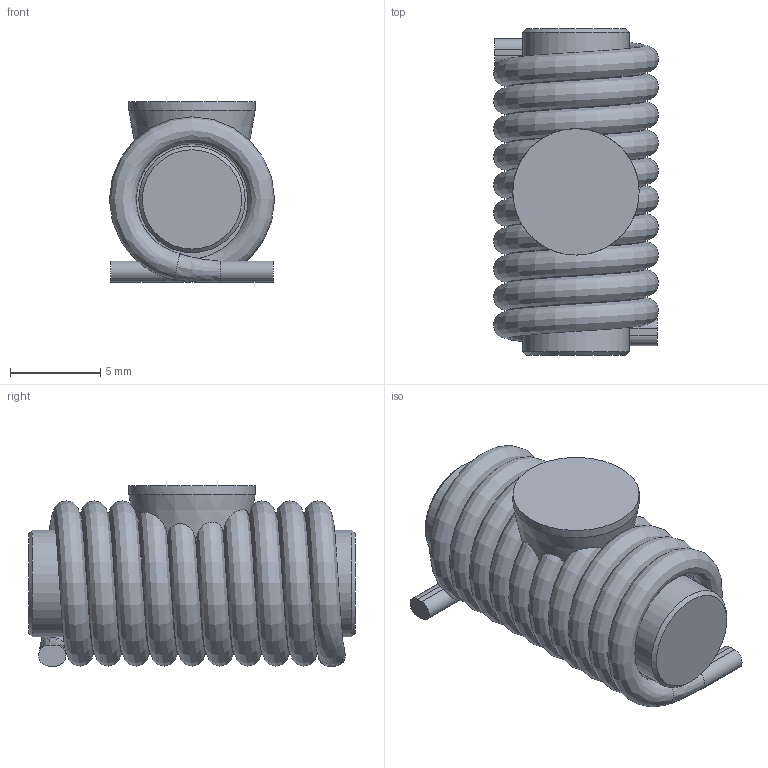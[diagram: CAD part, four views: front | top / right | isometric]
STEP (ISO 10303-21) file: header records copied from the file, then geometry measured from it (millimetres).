
FILE_DESCRIPTION(/* description */ (''),/* implementation_level */ '2;1');
FILE_NAME(/* name */ '7847229020',/* time_stamp */ '2018-09-11T09:53:45+02:00',/* author */ ('WJ'),/* organization */ ('WÃ¼rth Elektronik eiSos GmbH & Co. KG'),/* preprocessor_version */ 'ST-DEVELOPER v16.7',/* originating_system */ 'DEX',/* authorisation */ $);
FILE_SCHEMA (('AUTOMOTIVE_DESIGN {1 0 10303 214 3 1 1}'));
Length unit declared in the file: millimetre
Products named in the file (4): 7847229020; core; coil; glue
Assembly tree (3 placements, depth 2):
  7847229020
    core
    coil
    glue
Bounding box: 9.15 x 18.1 x 10.02 mm (x, y, z)
Volume: 1065.3 mm3; surface area: 2398.5 mm2
Topology: 3 solids, 3 shells, 38 faces, 98 edges, 58 vertices
Faces by surface type: cylinder 13, plane 11, bspline 11, cone 3
Full cylindrical faces by diameter (mm): 5.9 x2, 7 x1
Entity records: 4622 total; most frequent: CARTESIAN_POINT 3661, ORIENTED_EDGE 168, DIRECTION 114, EDGE_CURVE 84, VERTEX_POINT 56, EDGE_LOOP 50, FACE_BOUND 50, AXIS2_PLACEMENT_3D 49
